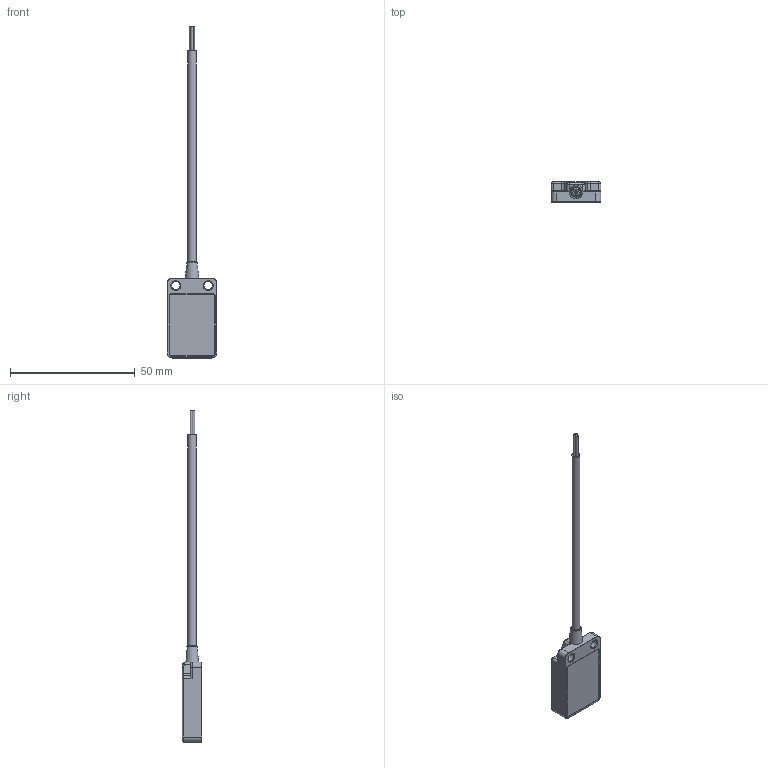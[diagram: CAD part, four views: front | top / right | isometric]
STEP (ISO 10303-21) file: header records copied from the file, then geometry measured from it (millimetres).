
FILE_DESCRIPTION (( 'STEP AP214' ), '1' );
FILE_NAME ('DW-AV-701-C23-276.STEP', '2018-04-18T11:57:06', ( '' ), ( '' ), 'SwSTEP 2.0', 'SolidWorks 2017', '' );
FILE_SCHEMA (( 'AUTOMOTIVE_DESIGN' ));
Length unit declared in the file: inch
Products named in the file (1): DW-AV-701-C23-276
Bounding box: 20 x 8 x 133.01 mm (x, y, z)
Volume: 5634.8 mm3; surface area: 3203 mm2
Topology: 1 solids, 1 shells, 97 faces, 225 edges, 136 vertices
Faces by surface type: plane 37, cylinder 36, cone 13, torus 9, bspline 2
Full cylindrical faces by diameter (mm): 1.001 x3, 3.299 x1, 3.401 x2
Entity records: 2779 total; most frequent: CARTESIAN_POINT 561, DIRECTION 477, ORIENTED_EDGE 422, EDGE_CURVE 211, AXIS2_PLACEMENT_3D 184, VERTEX_POINT 134, EDGE_LOOP 119, LINE 109
